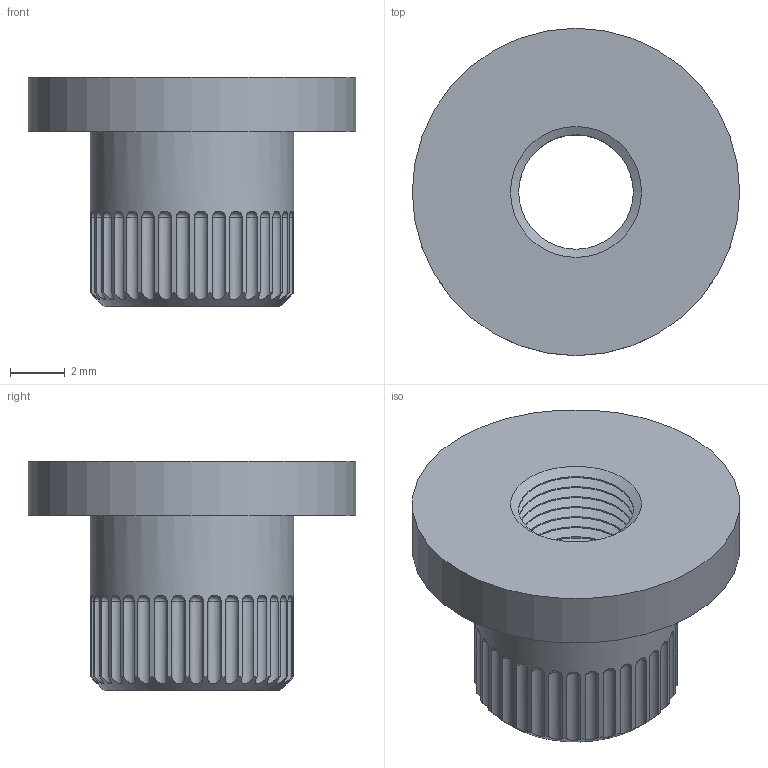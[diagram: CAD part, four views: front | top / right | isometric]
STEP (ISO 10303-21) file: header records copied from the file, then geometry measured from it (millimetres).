
FILE_DESCRIPTION(/* description */ (''),/* implementation_level */ '2;1');
FILE_NAME(/* name */ 'WURTH_7461123.stp',/* time_stamp */ '2017-02-06T10:59:04+01:00',/* author */ ('jchouvet'),/* organization */ (''),/* preprocessor_version */ 'ST-DEVELOPER v16.1',/* originating_system */ 'AutoCAD Mechanical',/* authorisation */ '');
FILE_SCHEMA (('AUTOMOTIVE_DESIGN { 1 0 10303 214 3 1 1 }'));
Length unit declared in the file: millimetre
Products named in the file (1): Product
Bounding box: 12 x 12 x 8.4 mm (x, y, z)
Volume: 354.8 mm3; surface area: 694.3 mm2
Topology: 1 solids, 1 shells, 133 faces, 406 edges, 241 vertices
Faces by surface type: cylinder 56, cone 39, sphere 35, plane 3
Full cylindrical faces by diameter (mm): 4.2 x19, 7.45 x1, 12 x1
Entity records: 5315 total; most frequent: CARTESIAN_POINT 2218, ORIENTED_EDGE 614, DIRECTION 602, EDGE_CURVE 307, AXIS2_PLACEMENT_3D 266, VERTEX_POINT 237, EDGE_LOOP 196, FACE_OUTER_BOUND 133
